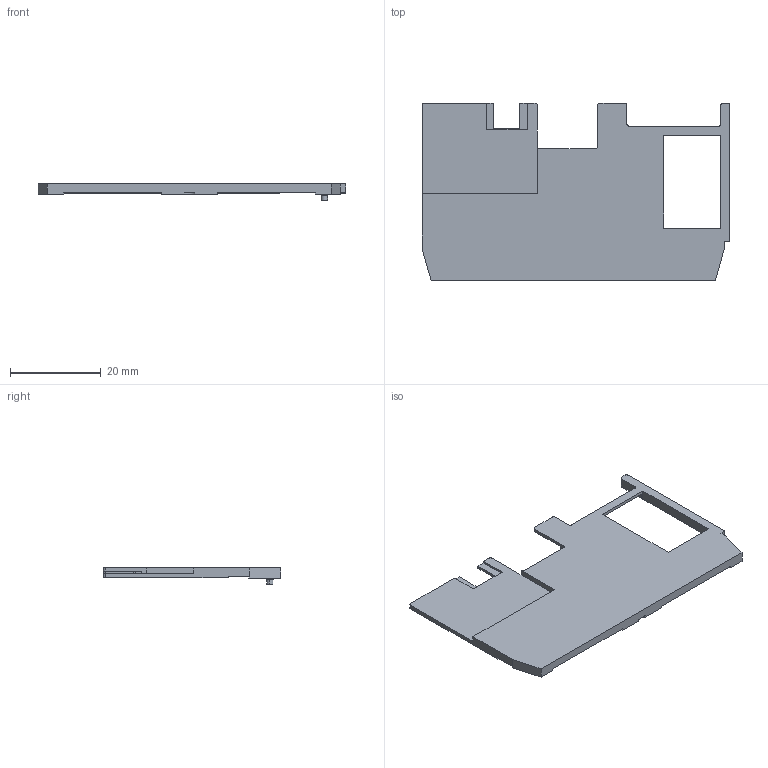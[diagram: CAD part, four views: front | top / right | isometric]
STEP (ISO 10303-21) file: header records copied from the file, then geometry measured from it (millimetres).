
FILE_DESCRIPTION (( 'STEP AP214' ), '1' );
FILE_NAME ('HackberryPi_CM_PRO_Keyboard_Support_Q20.STEP', '2025-03-26T02:38:08', ( '' ), ( '' ), 'SwSTEP 2.0', 'SolidWorks 2021', '' );
FILE_SCHEMA (( 'AUTOMOTIVE_DESIGN' ));
Length unit declared in the file: millimetre
Products named in the file (1): HackberryPi_CM_PRO_Keyboard_Support_Q20
Bounding box: 67.8 x 39.15 x 3.6 mm (x, y, z)
Volume: 3706.6 mm3; surface area: 4831.8 mm2
Topology: 1 solids, 1 shells, 74 faces, 208 edges, 136 vertices
Faces by surface type: plane 57, cylinder 15, torus 2
Entity records: 2400 total; most frequent: CARTESIAN_POINT 419, ORIENTED_EDGE 416, DIRECTION 392, EDGE_CURVE 208, LINE 174, VECTOR 174, VERTEX_POINT 136, AXIS2_PLACEMENT_3D 109
